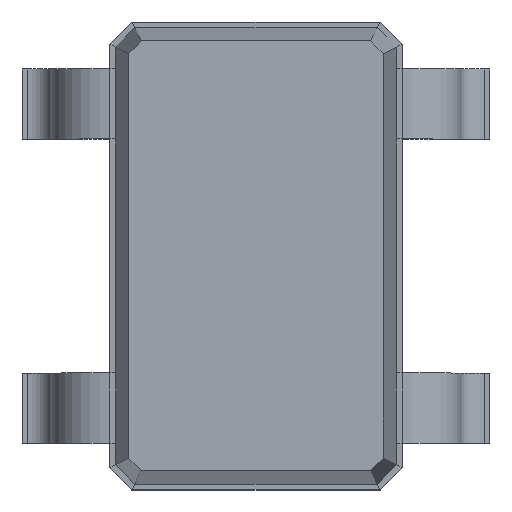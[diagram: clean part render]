
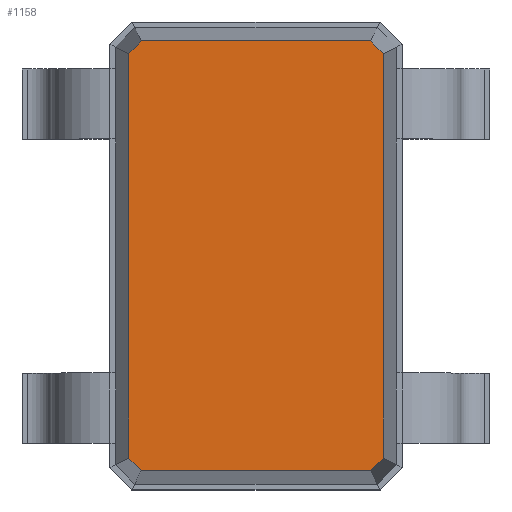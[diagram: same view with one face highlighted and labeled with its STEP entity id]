
A CAD part, top view. The second image highlights one B-rep face of the part: STEP entity #1158.
In plain terms, the highlighted planar face has unit normal (0, 0, 1).
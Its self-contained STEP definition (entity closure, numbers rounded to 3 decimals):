
#13=DIRECTION('',(0.,0.,1.));
#27=VECTOR('',#28,1.);
#28=DIRECTION('',(1.,0.,0.));
#51=VECTOR('',#52,1.);
#52=DIRECTION('',(0.707,-0.707,0.));
#58=VECTOR('',#59,1.);
#59=DIRECTION('',(0.,-1.,0.));
#65=VECTOR('',#66,1.);
#66=DIRECTION('',(-0.707,-0.707,0.));
#72=VECTOR('',#73,1.);
#73=DIRECTION('',(-1.,0.,0.));
#79=VECTOR('',#80,1.);
#80=DIRECTION('',(-0.707,0.707,0.));
#86=VECTOR('',#87,1.);
#87=DIRECTION('',(0.,1.,0.));
#91=VECTOR('',#92,1.);
#92=DIRECTION('',(0.707,0.707,0.));
#543=VERTEX_POINT('',#544);
#544=CARTESIAN_POINT('',(0.489,0.919,1.05));
#547=EDGE_CURVE('',#548,#543,#550,.T.);
#548=VERTEX_POINT('',#549);
#549=CARTESIAN_POINT('',(-0.489,0.919,1.05));
#550=LINE('',#549,#27);
#1150=VERTEX_POINT('',#1151);
#1151=CARTESIAN_POINT('',(0.544,0.864,1.05));
#1154=EDGE_CURVE('',#543,#1150,#1155,.T.);
#1155=LINE('',#544,#51);
#1158=ADVANCED_FACE('',(#1159),#1191,.T.);
#1159=FACE_BOUND('',#1160,.F.);
#1160=EDGE_LOOP('',(#1161,#1162,#1163,#1168,#1173,#1178,#1183,#1188));
#1161=ORIENTED_EDGE('',*,*,#547,.T.);
#1162=ORIENTED_EDGE('',*,*,#1154,.T.);
#1163=ORIENTED_EDGE('',*,*,#1164,.T.);
#1164=EDGE_CURVE('',#1150,#1165,#1167,.T.);
#1165=VERTEX_POINT('',#1166);
#1166=CARTESIAN_POINT('',(0.544,-0.864,1.05));
#1167=LINE('',#1151,#58);
#1168=ORIENTED_EDGE('',*,*,#1169,.T.);
#1169=EDGE_CURVE('',#1165,#1170,#1172,.T.);
#1170=VERTEX_POINT('',#1171);
#1171=CARTESIAN_POINT('',(0.489,-0.919,1.05));
#1172=LINE('',#1166,#65);
#1173=ORIENTED_EDGE('',*,*,#1174,.T.);
#1174=EDGE_CURVE('',#1170,#1175,#1177,.T.);
#1175=VERTEX_POINT('',#1176);
#1176=CARTESIAN_POINT('',(-0.489,-0.919,1.05));
#1177=LINE('',#1171,#72);
#1178=ORIENTED_EDGE('',*,*,#1179,.T.);
#1179=EDGE_CURVE('',#1175,#1180,#1182,.T.);
#1180=VERTEX_POINT('',#1181);
#1181=CARTESIAN_POINT('',(-0.544,-0.864,1.05));
#1182=LINE('',#1176,#79);
#1183=ORIENTED_EDGE('',*,*,#1184,.T.);
#1184=EDGE_CURVE('',#1180,#1185,#1187,.T.);
#1185=VERTEX_POINT('',#1186);
#1186=CARTESIAN_POINT('',(-0.544,0.864,1.05));
#1187=LINE('',#1181,#86);
#1188=ORIENTED_EDGE('',*,*,#1189,.T.);
#1189=EDGE_CURVE('',#1185,#548,#1190,.T.);
#1190=LINE('',#1186,#91);
#1191=PLANE('',#1192);
#1192=AXIS2_PLACEMENT_3D('',#549,#13,#1193);
#1193=DIRECTION('',(0.47,-0.883,0.));
